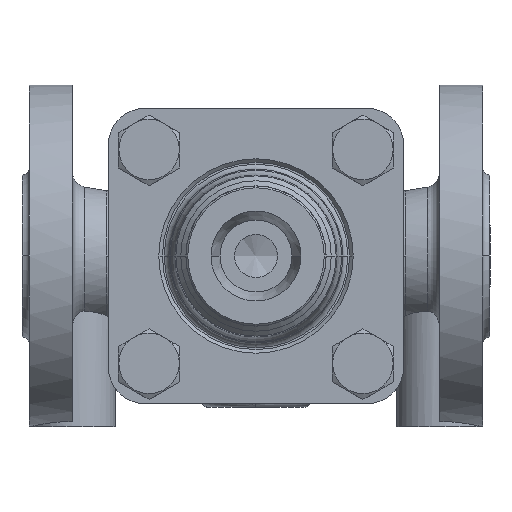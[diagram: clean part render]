
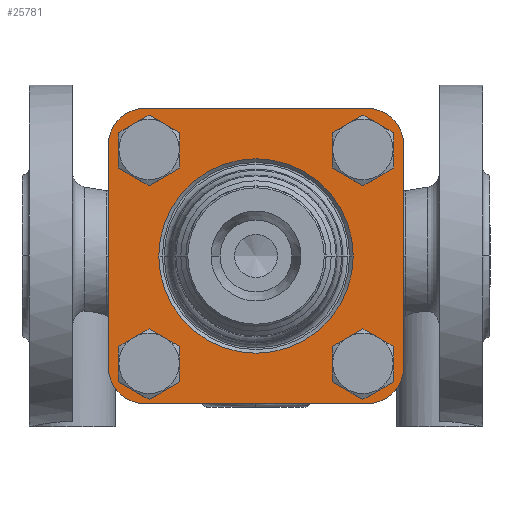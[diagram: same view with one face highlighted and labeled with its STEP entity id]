
A CAD part, front view. The second image highlights one B-rep face of the part: STEP entity #25781.
In plain terms, the highlighted planar face has unit normal (0, -1, 0).
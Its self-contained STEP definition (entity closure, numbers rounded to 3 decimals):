
#25332=CARTESIAN_POINT('',(-31.,0.,31.));
#25333=DIRECTION('',(0.,-1.,0.));
#25334=DIRECTION('',(0.,0.,1.));
#25335=AXIS2_PLACEMENT_3D('',#25332,#25333,#25334);
#25337=DIRECTION('',(1.,0.,0.));
#25338=VECTOR('',#25337,62.);
#25339=CARTESIAN_POINT('',(-31.,0.,41.));
#25340=LINE('',#25339,#25338);
#25341=CARTESIAN_POINT('',(31.,0.,31.));
#25342=DIRECTION('',(0.,-1.,0.));
#25343=DIRECTION('',(1.,0.,0.));
#25344=AXIS2_PLACEMENT_3D('',#25341,#25342,#25343);
#25346=DIRECTION('',(0.,0.,-1.));
#25347=VECTOR('',#25346,62.);
#25348=CARTESIAN_POINT('',(41.,0.,31.));
#25349=LINE('',#25348,#25347);
#25350=CARTESIAN_POINT('',(31.,0.,-31.));
#25351=DIRECTION('',(0.,-1.,0.));
#25352=DIRECTION('',(0.,0.,-1.));
#25353=AXIS2_PLACEMENT_3D('',#25350,#25351,#25352);
#25355=DIRECTION('',(-1.,0.,0.));
#25356=VECTOR('',#25355,62.);
#25357=CARTESIAN_POINT('',(31.,0.,-41.));
#25358=LINE('',#25357,#25356);
#25359=CARTESIAN_POINT('',(-31.,0.,-31.));
#25360=DIRECTION('',(0.,-1.,0.));
#25361=DIRECTION('',(-1.,0.,0.));
#25362=AXIS2_PLACEMENT_3D('',#25359,#25360,#25361);
#25364=DIRECTION('',(0.,0.,1.));
#25365=VECTOR('',#25364,62.);
#25366=CARTESIAN_POINT('',(-41.,0.,-31.));
#25367=LINE('',#25366,#25365);
#25368=CARTESIAN_POINT('',(0.,0.,
0.));
#25369=DIRECTION('',(0.,1.,0.));
#25370=DIRECTION('',(1.,0.,0.));
#25371=AXIS2_PLACEMENT_3D('',#25368,#25369,#25370);
#25373=CARTESIAN_POINT('',(0.,0.,
0.));
#25374=DIRECTION('',(0.,1.,0.));
#25375=DIRECTION('',(-1.,0.,0.));
#25376=AXIS2_PLACEMENT_3D('',#25373,#25374,#25375);
#25378=CARTESIAN_POINT('',(-29.698,0.,29.698));
#25379=DIRECTION('',(0.,-1.,0.));
#25380=DIRECTION('',(1.,0.,0.));
#25381=AXIS2_PLACEMENT_3D('',#25378,#25379,#25380);
#25383=CARTESIAN_POINT('',(-29.698,0.,29.698));
#25384=DIRECTION('',(0.,-1.,0.));
#25385=DIRECTION('',(-1.,0.,0.));
#25386=AXIS2_PLACEMENT_3D('',#25383,#25384,#25385);
#25388=CARTESIAN_POINT('',(29.698,0.,29.698));
#25389=DIRECTION('',(0.,-1.,0.));
#25390=DIRECTION('',(1.,0.,0.));
#25391=AXIS2_PLACEMENT_3D('',#25388,#25389,#25390);
#25393=CARTESIAN_POINT('',(29.698,0.,29.698));
#25394=DIRECTION('',(0.,-1.,0.));
#25395=DIRECTION('',(-1.,0.,0.));
#25396=AXIS2_PLACEMENT_3D('',#25393,#25394,#25395);
#25398=CARTESIAN_POINT('',(29.698,0.,-29.698));
#25399=DIRECTION('',(0.,-1.,0.));
#25400=DIRECTION('',(1.,0.,0.));
#25401=AXIS2_PLACEMENT_3D('',#25398,#25399,#25400);
#25403=CARTESIAN_POINT('',(29.698,0.,-29.698));
#25404=DIRECTION('',(0.,-1.,0.));
#25405=DIRECTION('',(-1.,0.,0.));
#25406=AXIS2_PLACEMENT_3D('',#25403,#25404,#25405);
#25408=CARTESIAN_POINT('',(-29.698,0.,-29.698));
#25409=DIRECTION('',(0.,-1.,0.));
#25410=DIRECTION('',(1.,0.,0.));
#25411=AXIS2_PLACEMENT_3D('',#25408,#25409,#25410);
#25413=CARTESIAN_POINT('',(-29.698,0.,-29.698));
#25414=DIRECTION('',(0.,-1.,0.));
#25415=DIRECTION('',(-1.,0.,0.));
#25416=AXIS2_PLACEMENT_3D('',#25413,#25414,#25415);
#25648=CARTESIAN_POINT('',(-31.,0.,41.));
#25649=CARTESIAN_POINT('',(-41.,0.,31.));
#25650=VERTEX_POINT('',#25648);
#25651=VERTEX_POINT('',#25649);
#25656=CARTESIAN_POINT('',(41.,0.,31.));
#25657=CARTESIAN_POINT('',(31.,0.,41.));
#25658=VERTEX_POINT('',#25656);
#25659=VERTEX_POINT('',#25657);
#25664=CARTESIAN_POINT('',(31.,0.,-41.));
#25665=CARTESIAN_POINT('',(41.,0.,-31.));
#25666=VERTEX_POINT('',#25664);
#25667=VERTEX_POINT('',#25665);
#25672=CARTESIAN_POINT('',(-41.,0.,-31.));
#25673=CARTESIAN_POINT('',(-31.,0.,-41.));
#25674=VERTEX_POINT('',#25672);
#25675=VERTEX_POINT('',#25673);
#25688=CARTESIAN_POINT('',(27.,0.,0.));
#25689=CARTESIAN_POINT('',(-27.,0.,0.));
#25690=VERTEX_POINT('',#25688);
#25691=VERTEX_POINT('',#25689);
#25696=CARTESIAN_POINT('',(-23.948,0.,29.698));
#25697=CARTESIAN_POINT('',(-35.448,0.,29.698));
#25698=VERTEX_POINT('',#25696);
#25699=VERTEX_POINT('',#25697);
#25704=CARTESIAN_POINT('',(35.448,0.,29.698));
#25705=CARTESIAN_POINT('',(23.948,0.,29.698));
#25706=VERTEX_POINT('',#25704);
#25707=VERTEX_POINT('',#25705);
#25712=CARTESIAN_POINT('',(35.448,0.,-29.698));
#25713=CARTESIAN_POINT('',(23.948,0.,-29.698));
#25714=VERTEX_POINT('',#25712);
#25715=VERTEX_POINT('',#25713);
#25720=CARTESIAN_POINT('',(-23.948,0.,-29.698));
#25721=CARTESIAN_POINT('',(-35.448,0.,-29.698));
#25722=VERTEX_POINT('',#25720);
#25723=VERTEX_POINT('',#25721);
#25728=CARTESIAN_POINT('',(0.,0.,0.));
#25729=DIRECTION('',(0.,1.,0.));
#25730=DIRECTION('',(1.,0.,0.));
#25731=AXIS2_PLACEMENT_3D('',#25728,#25729,#25730);
#25732=PLANE('',#25731);
#25734=ORIENTED_EDGE('',*,*,#25733,.F.);
#25736=ORIENTED_EDGE('',*,*,#25735,.T.);
#25738=ORIENTED_EDGE('',*,*,#25737,.F.);
#25740=ORIENTED_EDGE('',*,*,#25739,.T.);
#25742=ORIENTED_EDGE('',*,*,#25741,.F.);
#25744=ORIENTED_EDGE('',*,*,#25743,.T.);
#25746=ORIENTED_EDGE('',*,*,#25745,.F.);
#25748=ORIENTED_EDGE('',*,*,#25747,.T.);
#25749=EDGE_LOOP('',(#25734,#25736,#25738,#25740,#25742,#25744,#25746,#25748));
#25750=FACE_OUTER_BOUND('',#25749,.F.);
#25752=ORIENTED_EDGE('',*,*,#25751,.F.);
#25754=ORIENTED_EDGE('',*,*,#25753,.F.);
#25755=EDGE_LOOP('',(#25752,#25754));
#25756=FACE_BOUND('',#25755,.F.);
#25758=ORIENTED_EDGE('',*,*,#25757,.T.);
#25760=ORIENTED_EDGE('',*,*,#25759,.T.);
#25761=EDGE_LOOP('',(#25758,#25760));
#25762=FACE_BOUND('',#25761,.F.);
#25764=ORIENTED_EDGE('',*,*,#25763,.T.);
#25766=ORIENTED_EDGE('',*,*,#25765,.T.);
#25767=EDGE_LOOP('',(#25764,#25766));
#25768=FACE_BOUND('',#25767,.F.);
#25770=ORIENTED_EDGE('',*,*,#25769,.T.);
#25772=ORIENTED_EDGE('',*,*,#25771,.T.);
#25773=EDGE_LOOP('',(#25770,#25772));
#25774=FACE_BOUND('',#25773,.F.);
#25776=ORIENTED_EDGE('',*,*,#25775,.T.);
#25778=ORIENTED_EDGE('',*,*,#25777,.T.);
#25779=EDGE_LOOP('',(#25776,#25778));
#25780=FACE_BOUND('',#25779,.F.);
#25781=ADVANCED_FACE('',(#25750,#25756,#25762,#25768,#25774,#25780),#25732,.F.);
#25336=CIRCLE('',#25335,10.);
#25345=CIRCLE('',#25344,10.);
#25354=CIRCLE('',#25353,10.);
#25363=CIRCLE('',#25362,10.);
#25372=CIRCLE('',#25371,27.);
#25377=CIRCLE('',#25376,27.);
#25382=CIRCLE('',#25381,5.75);
#25387=CIRCLE('',#25386,5.75);
#25392=CIRCLE('',#25391,5.75);
#25397=CIRCLE('',#25396,5.75);
#25402=CIRCLE('',#25401,5.75);
#25407=CIRCLE('',#25406,5.75);
#25412=CIRCLE('',#25411,5.75);
#25417=CIRCLE('',#25416,5.75);
#25733=EDGE_CURVE('',#25650,#25651,#25336,.T.);
#25735=EDGE_CURVE('',#25650,#25659,#25340,.T.);
#25737=EDGE_CURVE('',#25658,#25659,#25345,.T.);
#25739=EDGE_CURVE('',#25658,#25667,#25349,.T.);
#25741=EDGE_CURVE('',#25666,#25667,#25354,.T.);
#25743=EDGE_CURVE('',#25666,#25675,#25358,.T.);
#25745=EDGE_CURVE('',#25674,#25675,#25363,.T.);
#25747=EDGE_CURVE('',#25674,#25651,#25367,.T.);
#25751=EDGE_CURVE('',#25690,#25691,#25372,.T.);
#25753=EDGE_CURVE('',#25691,#25690,#25377,.T.);
#25757=EDGE_CURVE('',#25698,#25699,#25382,.T.);
#25759=EDGE_CURVE('',#25699,#25698,#25387,.T.);
#25763=EDGE_CURVE('',#25706,#25707,#25392,.T.);
#25765=EDGE_CURVE('',#25707,#25706,#25397,.T.);
#25769=EDGE_CURVE('',#25714,#25715,#25402,.T.);
#25771=EDGE_CURVE('',#25715,#25714,#25407,.T.);
#25775=EDGE_CURVE('',#25722,#25723,#25412,.T.);
#25777=EDGE_CURVE('',#25723,#25722,#25417,.T.);
